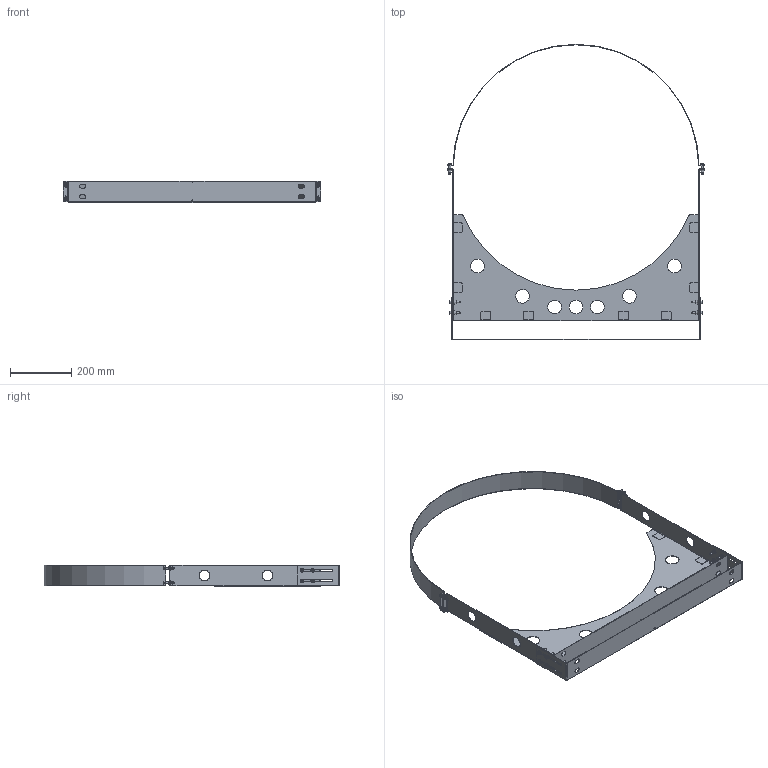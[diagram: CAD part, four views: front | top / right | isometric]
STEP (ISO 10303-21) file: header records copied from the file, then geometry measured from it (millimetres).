
FILE_DESCRIPTION(/* description */ ('Fäste mot rör'),/* implementation_level */ '2;1');
FILE_NAME(/* name */ 'HKSH-09.stp',/* time_stamp */ '2016-04-22T08:45:24+02:00',/* author */ ('CAD'),/* organization */ (''),/* preprocessor_version */ 'ST-DEVELOPER v15.6',/* originating_system */ 'Autodesk Inventor 2015',/* authorisation */ '');
FILE_SCHEMA (('AUTOMOTIVE_DESIGN { 1 0 10303 214 3 1 1 }'));
Length unit declared in the file: millimetre
Products named in the file (9): HKSH-AA-09; Blindnitmutter-23308060300-colly; HKSH-AE-09; HKSH-AC-09; HKSH-AB-09; HKSH-AD-09; ISO 7089 - 6 - 140 HV(2); ISO 4762 - M6 x 30ISO; HKSH-09
Bounding box: 843 x 966.5 x 70.9 mm (x, y, z)
Volume: 689520.1 mm3; surface area: 890614.6 mm2
Topology: 40 solids, 40 shells, 977 faces, 2251 edges, 1378 vertices
Faces by surface type: plane 389, cylinder 360, cone 192, torus 36
Full cylindrical faces by diameter (mm): 4.917 x72, 6 x84, 6.4 x12, 6.5 x4, 7.2 x12, 9 x24, 9.5 x12, 10 x12, 11 x12, 12 x12, 35 x4, 45 x7
Entity records: 12133 total; most frequent: DIRECTION 2074, CARTESIAN_POINT 1958, ORIENTED_EDGE 1814, EDGE_CURVE 907, AXIS2_PLACEMENT_3D 729, LINE 616, VECTOR 616, VERTEX_POINT 595
